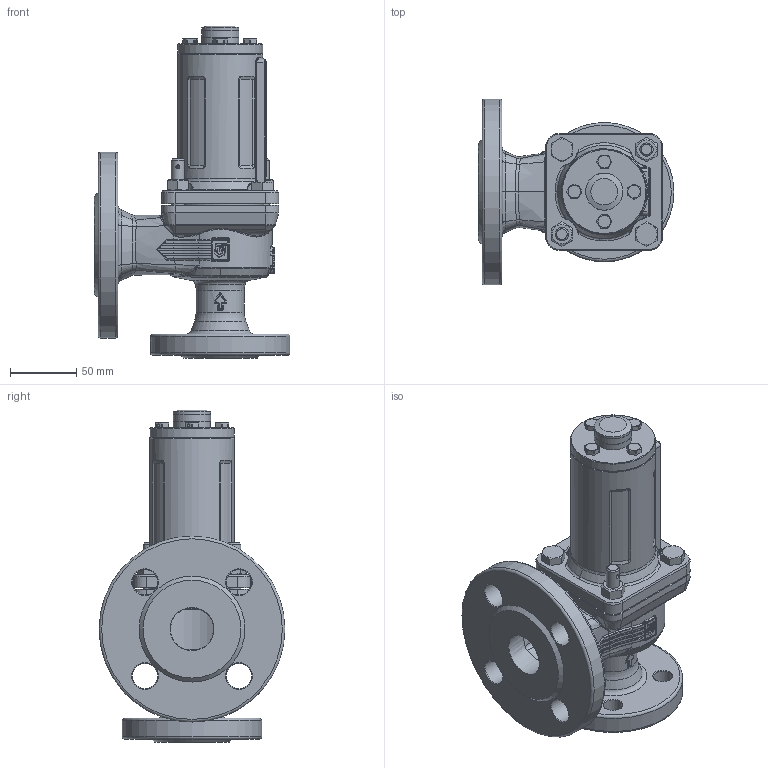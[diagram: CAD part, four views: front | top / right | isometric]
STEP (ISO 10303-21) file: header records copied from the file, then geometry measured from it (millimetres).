
FILE_DESCRIPTION(('HOOPS Exchange Step'),'2;1');
FILE_NAME('SF0600_DN20_20-32.stp','2025-06-27T13:15:48+02:00',('nieru'),('Unknown organisation'),'HOOPS Exchange 2024.2','HOOPS Exchange','Unknown authorisation');
FILE_SCHEMA( ('AP203_CONFIGURATION_CONTROLLED_3D_DESIGN_OF_MECHANICAL_PARTS_AND_ASSEMBLIES_MIM_LF') );
Length unit declared in the file: millimetre
Products named in the file (2): 0; root
Assembly tree (1 placements, depth 2):
  root
    0
Bounding box: 147.5 x 140 x 250 mm (x, y, z)
Volume: 1032860.4 mm3; surface area: 178248.2 mm2
Topology: 15 solids, 15 shells, 1272 faces, 3144 edges, 1890 vertices
Faces by surface type: bspline 483, cylinder 324, plane 258, torus 136, cone 66, sphere 5
Full cylindrical faces by diameter (mm): 2 x2, 3 x1, 8.376 x2, 8.9 x4, 10 x2, 14 x4, 14.63 x2, 19 x4, 22.3 x1, 25.8 x1, 28 x3, 35.863 x1, 36.3 x1, 64 x2, 66 x1, 66.156 x1, 105 x1, 140 x1
Entity records: 86391 total; most frequent: CARTESIAN_POINT 59522, ORIENTED_EDGE 6152, DIRECTION 4410, EDGE_CURVE 3076, VERTEX_POINT 1890, AXIS2_PLACEMENT_3D 1780, EDGE_LOOP 1358, FACE_BOUND 1358
